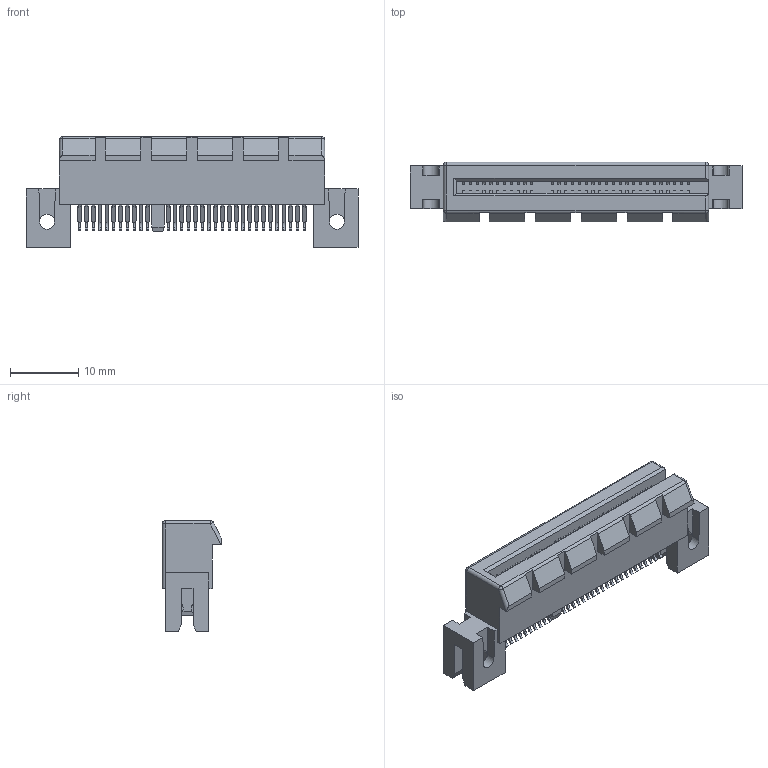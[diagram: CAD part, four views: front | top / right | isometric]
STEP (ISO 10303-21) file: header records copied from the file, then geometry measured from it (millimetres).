
FILE_DESCRIPTION((''),'2;1');
FILE_NAME('C-2-2387405-2','2021-05-31T11:37:49',('workeradm'),('TE Connectivity Ltd.'),'CREO PARAMETRIC BY PTC INC, 2019292','CREO PARAMETRIC BY PTC INC, 2019292','');
FILE_SCHEMA(('AUTOMOTIVE_DESIGN { 1 0 10303 214 1 1 1 1 }'));
Products named in the file (1): C-2-2387405-2
Bounding box: 48.8 x 8.8 x 16.3 mm (x, y, z)
Volume: 2928.7 mm3; surface area: 3330.7 mm2
Topology: 1 solids, 1 shells, 1891 faces, 5254 edges, 3494 vertices
Faces by surface type: plane 1166, cylinder 721, sphere 4
Entity records: 61001 total; most frequent: CARTESIAN_POINT 11186, ORIENTED_EDGE 10508, DIRECTION 10352, EDGE_CURVE 5254, VECTOR 3670, LINE 3670, VERTEX_POINT 3494, AXIS2_PLACEMENT_3D 3341
